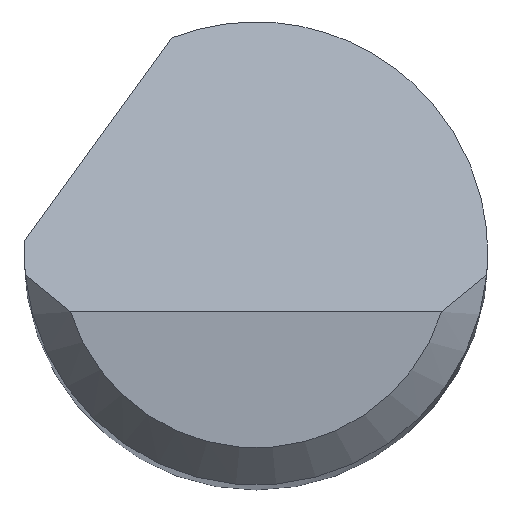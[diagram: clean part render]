
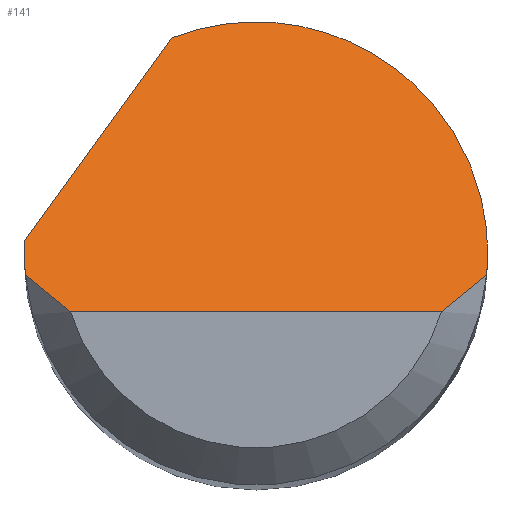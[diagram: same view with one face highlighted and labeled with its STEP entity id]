
A CAD part, top view. The second image highlights one B-rep face of the part: STEP entity #141.
In plain terms, the highlighted planar face has unit normal (0, 0.707, 0.707).
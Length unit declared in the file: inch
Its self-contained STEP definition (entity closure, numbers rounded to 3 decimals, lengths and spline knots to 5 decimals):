
#9 = ORIENTED_EDGE ( 'NONE', *, *, #106, .F. ) ;
#12 = CARTESIAN_POINT ( 'NONE',  ( 0.09375, 0., 1.47625 ) ) ;
#22 = ORIENTED_EDGE ( 'NONE', *, *, #345, .T. ) ;
#35 = EDGE_CURVE ( 'NONE', #264, #47, #656, .T. ) ;
#44 = B_SPLINE_CURVE_WITH_KNOTS ( 'NONE', 3,
 ( #640, #470, #100, #628 ),
 .UNSPECIFIED., .F., .F.,
 ( 4, 4 ),
 ( 0., 0.00071 ),
 .UNSPECIFIED. ) ;
#47 = VERTEX_POINT ( 'NONE', #770 ) ;
#50 = VERTEX_POINT ( 'NONE', #643 ) ;
#75 = CARTESIAN_POINT ( 'NONE',  ( -0.11014, -0.01781, 1.49406 ) ) ;
#83 = DIRECTION ( 'NONE',  ( 0., -0.707, -0.707 ) ) ;
#100 = CARTESIAN_POINT ( 'NONE',  ( -0.08157, -0.019, 1.49525 ) ) ;
#105 = CARTESIAN_POINT ( 'NONE',  ( 0.08761, -0.01397, 1.49022 ) ) ;
#106 = EDGE_CURVE ( 'NONE', #47, #50, #163, .T. ) ;
#141 = ADVANCED_FACE ( 'NONE', ( #256 ), #381, .F. ) ;
#160 = ORIENTED_EDGE ( 'NONE', *, *, #460, .F. ) ;
#163 =( BOUNDED_CURVE ( )  B_SPLINE_CURVE ( 3, ( #12, #503, #307, #328 ),
 .UNSPECIFIED., .F., .T. ) 
 B_SPLINE_CURVE_WITH_KNOTS ( ( 4, 4 ),
 ( 1.5708, 1.66427 ),
 .UNSPECIFIED. ) 
 CURVE ( )  GEOMETRIC_REPRESENTATION_ITEM ( )  RATIONAL_B_SPLINE_CURVE ( ( 1., 0.999, 0.999, 1. ) ) 
 REPRESENTATION_ITEM ( '' )  );
#180 = CARTESIAN_POINT ( 'NONE',  ( -0.09362, 0.005, 1.47125 ) ) ;
#200 = CARTESIAN_POINT ( 'NONE',  ( 0., -0.02375, 1.5 ) ) ;
#209 = VERTEX_POINT ( 'NONE', #687 ) ;
#216 =( BOUNDED_CURVE ( )  B_SPLINE_CURVE ( 3, ( #231, #240, #426, #534 ),
 .UNSPECIFIED., .F., .F. ) 
 B_SPLINE_CURVE_WITH_KNOTS ( ( 4, 4 ),
 ( 4.61892, 4.71239 ),
 .UNSPECIFIED. ) 
 CURVE ( )  GEOMETRIC_REPRESENTATION_ITEM ( )  RATIONAL_B_SPLINE_CURVE ( ( 1., 0.999, 0.999, 1. ) ) 
 REPRESENTATION_ITEM ( '' )  );
#222 = CARTESIAN_POINT ( 'NONE',  ( 0.09334, -0.00875, 1.485 ) ) ;
#223 = VERTEX_POINT ( 'NONE', #507 ) ;
#231 = CARTESIAN_POINT ( 'NONE',  ( -0.09334, -0.00875, 1.485 ) ) ;
#236 =( BOUNDED_CURVE ( )  B_SPLINE_CURVE ( 3, ( #759, #372, #357, #180 ),
 .UNSPECIFIED., .F., .T. ) 
 B_SPLINE_CURVE_WITH_KNOTS ( ( 4, 4 ),
 ( 4.71239, 4.76575 ),
 .UNSPECIFIED. ) 
 CURVE ( )  GEOMETRIC_REPRESENTATION_ITEM ( )  RATIONAL_B_SPLINE_CURVE ( ( 1., 1., 1., 1. ) ) 
 REPRESENTATION_ITEM ( '' )  );
#240 = CARTESIAN_POINT ( 'NONE',  ( -0.09361, -0.00584, 1.48209 ) ) ;
#252 = CARTESIAN_POINT ( 'NONE',  ( -0.09375, -0.02375, 1.5 ) ) ;
#256 = FACE_OUTER_BOUND ( 'NONE', #452, .T. ) ;
#264 = VERTEX_POINT ( 'NONE', #501 ) ;
#281 = ORIENTED_EDGE ( 'NONE', *, *, #35, .F. ) ;
#288 = VECTOR ( 'NONE', #383, 39.37008 ) ;
#293 = EDGE_CURVE ( 'NONE', #662, #461, #433, .T. ) ;
#298 = CARTESIAN_POINT ( 'NONE',  ( 0.09375, 0., 1.47625 ) ) ;
#307 = CARTESIAN_POINT ( 'NONE',  ( 0.09361, -0.00584, 1.48209 ) ) ;
#328 = CARTESIAN_POINT ( 'NONE',  ( 0.09334, -0.00875, 1.485 ) ) ;
#345 = EDGE_CURVE ( 'NONE', #223, #662, #44, .T. ) ;
#356 = CARTESIAN_POINT ( 'NONE',  ( 0.09375, 0.07266, 1.40359 ) ) ;
#357 = CARTESIAN_POINT ( 'NONE',  ( -0.09371, 0.00333, 1.47292 ) ) ;
#372 = CARTESIAN_POINT ( 'NONE',  ( -0.09375, 0.00167, 1.47458 ) ) ;
#381 = PLANE ( 'NONE',  #477 ) ;
#383 = DIRECTION ( 'NONE',  ( 0.456, 0.629, -0.629 ) ) ;
#415 = CARTESIAN_POINT ( 'NONE',  ( 0.07508, -0.02375, 1.5 ) ) ;
#420 = EDGE_CURVE ( 'NONE', #461, #50, #665, .T. ) ;
#426 = CARTESIAN_POINT ( 'NONE',  ( -0.09375, -0.00292, 1.47917 ) ) ;
#427 = CARTESIAN_POINT ( 'NONE',  ( -0.03394, 0.08739, 1.38886 ) ) ;
#431 = DIRECTION ( 'NONE',  ( 0., 0.707, -0.707 ) ) ;
#433 = LINE ( 'NONE', #200, #468 ) ;
#436 = CARTESIAN_POINT ( 'NONE',  ( -0.07508, -0.02375, 1.5 ) ) ;
#452 = EDGE_LOOP ( 'NONE', ( #504, #592, #9, #281, #545, #464, #160, #22 ) ) ;
#460 = EDGE_CURVE ( 'NONE', #223, #209, #216, .T. ) ;
#461 = VERTEX_POINT ( 'NONE', #652 ) ;
#464 = ORIENTED_EDGE ( 'NONE', *, *, #513, .F. ) ;
#468 = VECTOR ( 'NONE', #547, 39.37008 ) ;
#470 = CARTESIAN_POINT ( 'NONE',  ( -0.08761, -0.01397, 1.49022 ) ) ;
#477 = AXIS2_PLACEMENT_3D ( 'NONE', #252, #83, #431 ) ;
#498 = VERTEX_POINT ( 'NONE', #538 ) ;
#500 = LINE ( 'NONE', #75, #288 ) ;
#501 = CARTESIAN_POINT ( 'NONE',  ( -0.03394, 0.08739, 1.38886 ) ) ;
#503 = CARTESIAN_POINT ( 'NONE',  ( 0.09375, -0.00292, 1.47917 ) ) ;
#504 = ORIENTED_EDGE ( 'NONE', *, *, #293, .T. ) ;
#507 = CARTESIAN_POINT ( 'NONE',  ( -0.09334, -0.00875, 1.485 ) ) ;
#513 = EDGE_CURVE ( 'NONE', #209, #498, #236, .T. ) ;
#534 = CARTESIAN_POINT ( 'NONE',  ( -0.09375, 0., 1.47625 ) ) ;
#538 = CARTESIAN_POINT ( 'NONE',  ( -0.09362, 0.005, 1.47125 ) ) ;
#539 = CARTESIAN_POINT ( 'NONE',  ( 0.03379, 0.11369, 1.36256 ) ) ;
#545 = ORIENTED_EDGE ( 'NONE', *, *, #611, .F. ) ;
#547 = DIRECTION ( 'NONE',  ( 1., 0., 0. ) ) ;
#592 = ORIENTED_EDGE ( 'NONE', *, *, #420, .T. ) ;
#611 = EDGE_CURVE ( 'NONE', #498, #264, #500, .T. ) ;
#628 = CARTESIAN_POINT ( 'NONE',  ( -0.07508, -0.02375, 1.5 ) ) ;
#640 = CARTESIAN_POINT ( 'NONE',  ( -0.09334, -0.00875, 1.485 ) ) ;
#642 = CARTESIAN_POINT ( 'NONE',  ( 0.08157, -0.019, 1.49525 ) ) ;
#643 = CARTESIAN_POINT ( 'NONE',  ( 0.09334, -0.00875, 1.485 ) ) ;
#652 = CARTESIAN_POINT ( 'NONE',  ( 0.07508, -0.02375, 1.5 ) ) ;
#656 =( BOUNDED_CURVE ( )  B_SPLINE_CURVE ( 3, ( #427, #539, #356, #298 ),
 .UNSPECIFIED., .F., .F. ) 
 B_SPLINE_CURVE_WITH_KNOTS ( ( 4, 4 ),
 ( 5.91277, 7.85398 ),
 .UNSPECIFIED. ) 
 CURVE ( )  GEOMETRIC_REPRESENTATION_ITEM ( )  RATIONAL_B_SPLINE_CURVE ( ( 1., 0.71, 0.71, 1. ) ) 
 REPRESENTATION_ITEM ( '' )  );
#662 = VERTEX_POINT ( 'NONE', #436 ) ;
#665 = B_SPLINE_CURVE_WITH_KNOTS ( 'NONE', 3,
 ( #415, #642, #105, #222 ),
 .UNSPECIFIED., .F., .F.,
 ( 4, 4 ),
 ( 0., 0.00071 ),
 .UNSPECIFIED. ) ;
#687 = CARTESIAN_POINT ( 'NONE',  ( -0.09375, 0., 1.47625 ) ) ;
#759 = CARTESIAN_POINT ( 'NONE',  ( -0.09375, 0., 1.47625 ) ) ;
#770 = CARTESIAN_POINT ( 'NONE',  ( 0.09375, 0., 1.47625 ) ) ;
